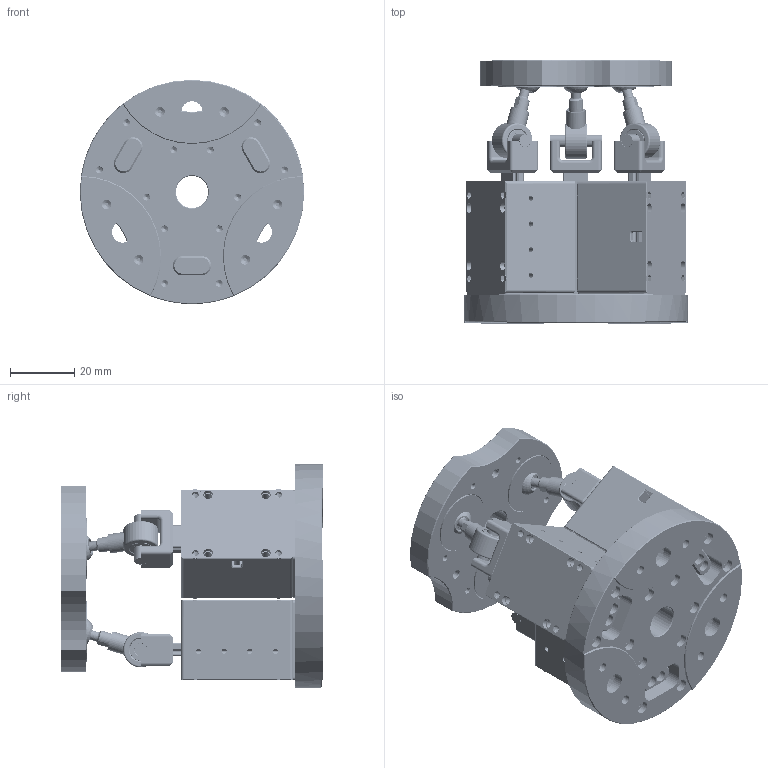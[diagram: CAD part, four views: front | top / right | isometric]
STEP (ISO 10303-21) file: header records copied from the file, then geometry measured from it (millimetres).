
FILE_DESCRIPTION (( 'STEP AP214' ), '1' );
FILE_NAME ('Free3D.ZTxTy.070_Force渲染.STEP', '2025-06-03T15:58:14', ( '' ), ( '' ), 'SwSTEP 2.0', 'SolidWorks 2020', '' );
FILE_SCHEMA (( 'AUTOMOTIVE_DESIGN' ));
Length unit declared in the file: millimetre
Products named in the file (1): Free3D.ZTxTy.070_Force渲染
Bounding box: 70 x 82 x 70 mm (x, y, z)
Volume: 87808.9 mm3; surface area: 80101.2 mm2
Topology: 275 solids, 275 shells, 5492 faces, 13416 edges, 8018 vertices
Faces by surface type: plane 1777, cylinder 1677, cone 1282, torus 552, sphere 204
Entity records: 221813 total; most frequent: CARTESIAN_POINT 32459, DIRECTION 27287, ORIENTED_EDGE 25122, EDGE_CURVE 12561, AXIS2_PLACEMENT_3D 10925, VERTEX_POINT 7847, EDGE_LOOP 6330, UNCERTAINTY_MEASURE_WITH_UNIT 5769
